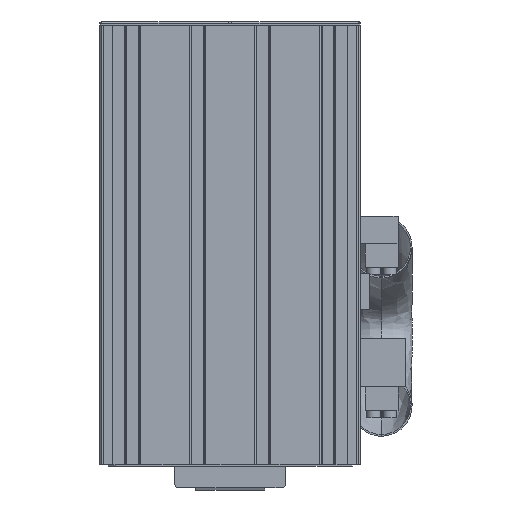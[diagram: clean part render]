
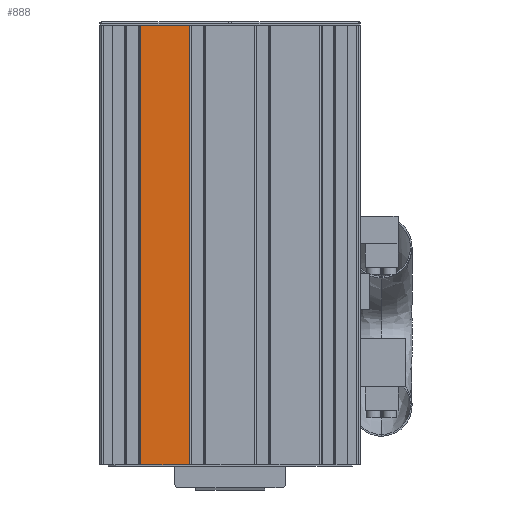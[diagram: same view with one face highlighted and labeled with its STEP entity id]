
A CAD part, front view. The second image highlights one B-rep face of the part: STEP entity #888.
In plain terms, the highlighted planar face has unit normal (0, -1, 0).
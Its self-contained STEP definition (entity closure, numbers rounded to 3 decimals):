
#888 = ADVANCED_FACE ( 'NONE', ( #5948 ), #38755, .T. ) ;
#5948 = FACE_OUTER_BOUND ( 'NONE', #43210, .T. ) ;
#8274 = ORIENTED_EDGE ( 'NONE', *, *, #54904, .T. ) ;
#8275 = ORIENTED_EDGE ( 'NONE', *, *, #54906, .T. ) ;
#8276 = ORIENTED_EDGE ( 'NONE', *, *, #54907, .T. ) ;
#8277 = ORIENTED_EDGE ( 'NONE', *, *, #54908, .F. ) ;
#18912 = LINE ( 'NONE', #30863, #18914 ) ;
#18914 = VECTOR ( 'NONE', #30861, 1000. ) ;
#18915 = LINE ( 'NONE', #30869, #18917 ) ;
#18916 = LINE ( 'NONE', #30874, #18919 ) ;
#18917 = VECTOR ( 'NONE', #30865, 1000. ) ;
#18918 = LINE ( 'NONE', #30876, #18921 ) ;
#18919 = VECTOR ( 'NONE', #30875, 1000. ) ;
#18921 = VECTOR ( 'NONE', #30877, 1000. ) ;
#20926 = CARTESIAN_POINT ( 'NONE',  ( 55., 0., 270. ) ) ;
#21070 = CARTESIAN_POINT ( 'NONE',  ( 25., 0., 270. ) ) ;
#21315 = CARTESIAN_POINT ( 'NONE',  ( 25., 0., 0. ) ) ;
#22662 = VERTEX_POINT ( 'NONE', #20926 ) ;
#22950 = VERTEX_POINT ( 'NONE', #21070 ) ;
#23415 = VERTEX_POINT ( 'NONE', #21315 ) ;
#29432 = CARTESIAN_POINT ( 'NONE',  ( 55., 0., 0. ) ) ;
#30861 = DIRECTION ( 'NONE',  ( 0., 0., -1. ) ) ;
#30863 = CARTESIAN_POINT ( 'NONE',  ( 25., 0., 0. ) ) ;
#30865 = DIRECTION ( 'NONE',  ( 1., 0., 0. ) ) ;
#30869 = CARTESIAN_POINT ( 'NONE',  ( 159., 0., 0. ) ) ;
#30874 = CARTESIAN_POINT ( 'NONE',  ( 55., 0., 0. ) ) ;
#30875 = DIRECTION ( 'NONE',  ( 0., 0., 1. ) ) ;
#30876 = CARTESIAN_POINT ( 'NONE',  ( 80., 0., 270. ) ) ;
#30877 = DIRECTION ( 'NONE',  ( 1., 0., 0. ) ) ;
#38755 = PLANE ( 'NONE',  #47085 ) ;
#38763 = CARTESIAN_POINT ( 'NONE',  ( 159., 0., 0. ) ) ;
#38764 = DIRECTION ( 'NONE',  ( 0., -1., 0. ) ) ;
#38765 = DIRECTION ( 'NONE',  ( 0., 0., -1. ) ) ;
#43210 = EDGE_LOOP ( 'NONE', ( #8274, #8275, #8276, #8277 ) ) ;
#47085 = AXIS2_PLACEMENT_3D ( 'NONE', #38763, #38764, #38765 ) ;
#48916 = VERTEX_POINT ( 'NONE', #29432 ) ;
#54904 = EDGE_CURVE ( 'NONE', #22950, #23415, #18912, .T. ) ;
#54906 = EDGE_CURVE ( 'NONE', #23415, #48916, #18915, .T. ) ;
#54907 = EDGE_CURVE ( 'NONE', #48916, #22662, #18916, .T. ) ;
#54908 = EDGE_CURVE ( 'NONE', #22950, #22662, #18918, .T. ) ;
